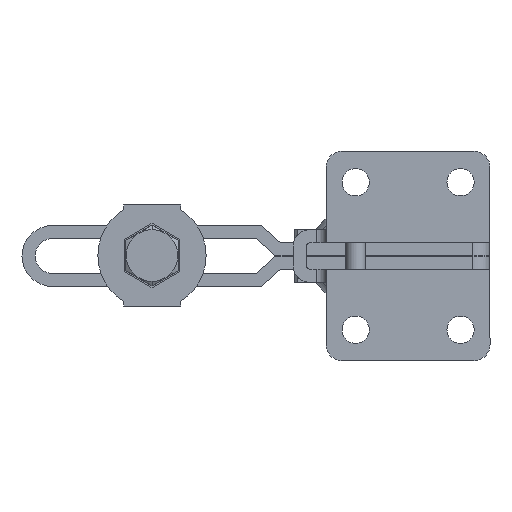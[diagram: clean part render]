
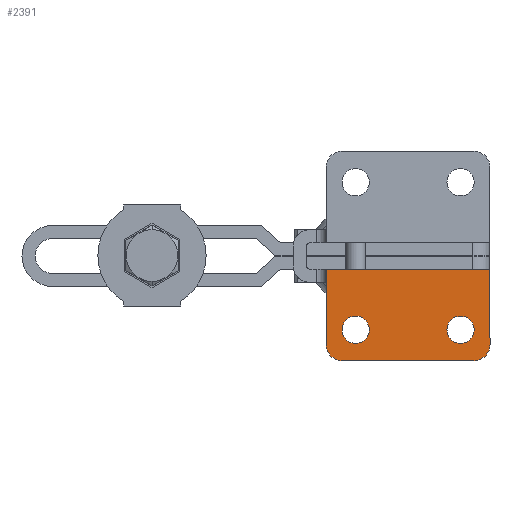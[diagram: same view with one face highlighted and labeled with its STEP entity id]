
A CAD part, front view. The second image highlights one B-rep face of the part: STEP entity #2391.
In plain terms, the highlighted planar face has unit normal (0, -1, 0).
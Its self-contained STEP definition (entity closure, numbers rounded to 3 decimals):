
#277 = CARTESIAN_POINT ( 'NONE',  ( 14.85, 22., -22.5 ) ) ;
#634 = CARTESIAN_POINT ( 'NONE',  ( 55., 22., -32. ) ) ;
#997 = VERTEX_POINT ( 'NONE', #5383 ) ;
#1041 = DIRECTION ( 'NONE',  ( -1., 0., 0. ) ) ;
#1208 = DIRECTION ( 'NONE',  ( 0., -1., 0. ) ) ;
#1231 = FACE_OUTER_BOUND ( 'NONE', #4597, .T. ) ;
#1267 = FACE_BOUND ( 'NONE', #7122, .T. ) ;
#1472 = CIRCLE ( 'NONE', #9396, 4.15 ) ;
#1485 = CIRCLE ( 'NONE', #7082, 4.15 ) ;
#1512 = CARTESIAN_POINT ( 'NONE',  ( 55., 22., -27. ) ) ;
#1597 = CIRCLE ( 'NONE', #5681, 4.15 ) ;
#1598 = DIRECTION ( 'NONE',  ( 0., -1., 0. ) ) ;
#1670 = VERTEX_POINT ( 'NONE', #7418 ) ;
#1731 = VECTOR ( 'NONE', #2507, 1000. ) ;
#1763 = CARTESIAN_POINT ( 'NONE',  ( 60., 22., -27. ) ) ;
#1795 = CARTESIAN_POINT ( 'NONE',  ( 55., 22., -32. ) ) ;
#1880 = CIRCLE ( 'NONE', #4914, 5. ) ;
#1922 = FACE_BOUND ( 'NONE', #8624, .T. ) ;
#1936 = EDGE_CURVE ( 'NONE', #8634, #1670, #1597, .T. ) ;
#2064 = CARTESIAN_POINT ( 'NONE',  ( 51., 22., -22.5 ) ) ;
#2159 = CARTESIAN_POINT ( 'NONE',  ( 55.15, 22., -22.5 ) ) ;
#2186 = LINE ( 'NONE', #5717, #4214 ) ;
#2391 = ADVANCED_FACE ( 'NONE', ( #1267, #1922, #1231 ), #10056, .F. ) ;
#2401 = EDGE_CURVE ( 'NONE', #997, #7808, #6745, .T. ) ;
#2455 = EDGE_CURVE ( 'NONE', #6571, #10331, #1485, .T. ) ;
#2507 = DIRECTION ( 'NONE',  ( 0., 0., 1. ) ) ;
#2529 = CARTESIAN_POINT ( 'NONE',  ( 60., 22., -4. ) ) ;
#2537 = DIRECTION ( 'NONE',  ( 0., -1., 0. ) ) ;
#2618 = AXIS2_PLACEMENT_3D ( 'NONE', #8230, #6759, #2748 ) ;
#2667 = VERTEX_POINT ( 'NONE', #4436 ) ;
#2748 = DIRECTION ( 'NONE',  ( 1., 0., 0. ) ) ;
#2795 = CARTESIAN_POINT ( 'NONE',  ( 10., 22., -27. ) ) ;
#2935 = VERTEX_POINT ( 'NONE', #2795 ) ;
#3018 = ORIENTED_EDGE ( 'NONE', *, *, #1936, .F. ) ;
#3117 = DIRECTION ( 'NONE',  ( -1., 0., 0. ) ) ;
#3173 = ORIENTED_EDGE ( 'NONE', *, *, #9705, .T. ) ;
#3641 = EDGE_CURVE ( 'NONE', #2667, #7811, #2186, .T. ) ;
#3700 = DIRECTION ( 'NONE',  ( -1., 0., 0. ) ) ;
#3896 = ORIENTED_EDGE ( 'NONE', *, *, #8227, .T. ) ;
#4197 = ORIENTED_EDGE ( 'NONE', *, *, #8321, .F. ) ;
#4214 = VECTOR ( 'NONE', #9381, 1000. ) ;
#4436 = CARTESIAN_POINT ( 'NONE',  ( 60., 22., -4. ) ) ;
#4597 = EDGE_LOOP ( 'NONE', ( #6635, #3173, #7392, #3896, #8790, #8039 ) ) ;
#4700 = AXIS2_PLACEMENT_3D ( 'NONE', #6046, #1208, #3117 ) ;
#4746 = LINE ( 'NONE', #4883, #1731 ) ;
#4760 = VECTOR ( 'NONE', #4953, 1000. ) ;
#4883 = CARTESIAN_POINT ( 'NONE',  ( 10., 22., -8. ) ) ;
#4914 = AXIS2_PLACEMENT_3D ( 'NONE', #9098, #6971, #3700 ) ;
#4953 = DIRECTION ( 'NONE',  ( 1., 0., 0. ) ) ;
#5250 = CARTESIAN_POINT ( 'NONE',  ( 46.85, 22., -22.5 ) ) ;
#5383 = CARTESIAN_POINT ( 'NONE',  ( 15., 22., -32. ) ) ;
#5415 = CARTESIAN_POINT ( 'NONE',  ( 10., 22., -4. ) ) ;
#5681 = AXIS2_PLACEMENT_3D ( 'NONE', #8144, #7740, #6514 ) ;
#5717 = CARTESIAN_POINT ( 'NONE',  ( 60., 22., -8. ) ) ;
#5805 = DIRECTION ( 'NONE',  ( 0., -1., 0. ) ) ;
#6046 = CARTESIAN_POINT ( 'NONE',  ( 51., 22., -22.5 ) ) ;
#6224 = AXIS2_PLACEMENT_3D ( 'NONE', #1512, #5805, #9239 ) ;
#6399 = LINE ( 'NONE', #2529, #4760 ) ;
#6514 = DIRECTION ( 'NONE',  ( -1., 0., 0. ) ) ;
#6571 = VERTEX_POINT ( 'NONE', #5250 ) ;
#6635 = ORIENTED_EDGE ( 'NONE', *, *, #9650, .F. ) ;
#6721 = VERTEX_POINT ( 'NONE', #5415 ) ;
#6745 = LINE ( 'NONE', #1795, #9817 ) ;
#6759 = DIRECTION ( 'NONE',  ( 0., 1., 0. ) ) ;
#6971 = DIRECTION ( 'NONE',  ( 0., -1., 0. ) ) ;
#7082 = AXIS2_PLACEMENT_3D ( 'NONE', #2064, #2537, #9255 ) ;
#7122 = EDGE_LOOP ( 'NONE', ( #9945, #7723 ) ) ;
#7392 = ORIENTED_EDGE ( 'NONE', *, *, #2401, .T. ) ;
#7418 = CARTESIAN_POINT ( 'NONE',  ( 23.15, 22., -22.5 ) ) ;
#7592 = EDGE_CURVE ( 'NONE', #10331, #6571, #9734, .T. ) ;
#7723 = ORIENTED_EDGE ( 'NONE', *, *, #7592, .F. ) ;
#7740 = DIRECTION ( 'NONE',  ( 0., -1., 0. ) ) ;
#7808 = VERTEX_POINT ( 'NONE', #634 ) ;
#7811 = VERTEX_POINT ( 'NONE', #1763 ) ;
#8039 = ORIENTED_EDGE ( 'NONE', *, *, #8117, .F. ) ;
#8103 = CIRCLE ( 'NONE', #6224, 5. ) ;
#8117 = EDGE_CURVE ( 'NONE', #6721, #2667, #6399, .T. ) ;
#8144 = CARTESIAN_POINT ( 'NONE',  ( 19., 22., -22.5 ) ) ;
#8227 = EDGE_CURVE ( 'NONE', #7808, #7811, #8103, .T. ) ;
#8230 = CARTESIAN_POINT ( 'NONE',  ( 5., 22., -3. ) ) ;
#8321 = EDGE_CURVE ( 'NONE', #1670, #8634, #1472, .T. ) ;
#8624 = EDGE_LOOP ( 'NONE', ( #3018, #4197 ) ) ;
#8634 = VERTEX_POINT ( 'NONE', #277 ) ;
#8790 = ORIENTED_EDGE ( 'NONE', *, *, #3641, .F. ) ;
#8806 = CARTESIAN_POINT ( 'NONE',  ( 19., 22., -22.5 ) ) ;
#9098 = CARTESIAN_POINT ( 'NONE',  ( 15., 22., -27. ) ) ;
#9099 = DIRECTION ( 'NONE',  ( 1., 0., 0. ) ) ;
#9239 = DIRECTION ( 'NONE',  ( -1., 0., 0. ) ) ;
#9255 = DIRECTION ( 'NONE',  ( -1., 0., 0. ) ) ;
#9381 = DIRECTION ( 'NONE',  ( 0., 0., -1. ) ) ;
#9396 = AXIS2_PLACEMENT_3D ( 'NONE', #8806, #1598, #1041 ) ;
#9650 = EDGE_CURVE ( 'NONE', #2935, #6721, #4746, .T. ) ;
#9705 = EDGE_CURVE ( 'NONE', #2935, #997, #1880, .T. ) ;
#9734 = CIRCLE ( 'NONE', #4700, 4.15 ) ;
#9817 = VECTOR ( 'NONE', #9099, 1000. ) ;
#9945 = ORIENTED_EDGE ( 'NONE', *, *, #2455, .F. ) ;
#10056 = PLANE ( 'NONE',  #2618 ) ;
#10331 = VERTEX_POINT ( 'NONE', #2159 ) ;
